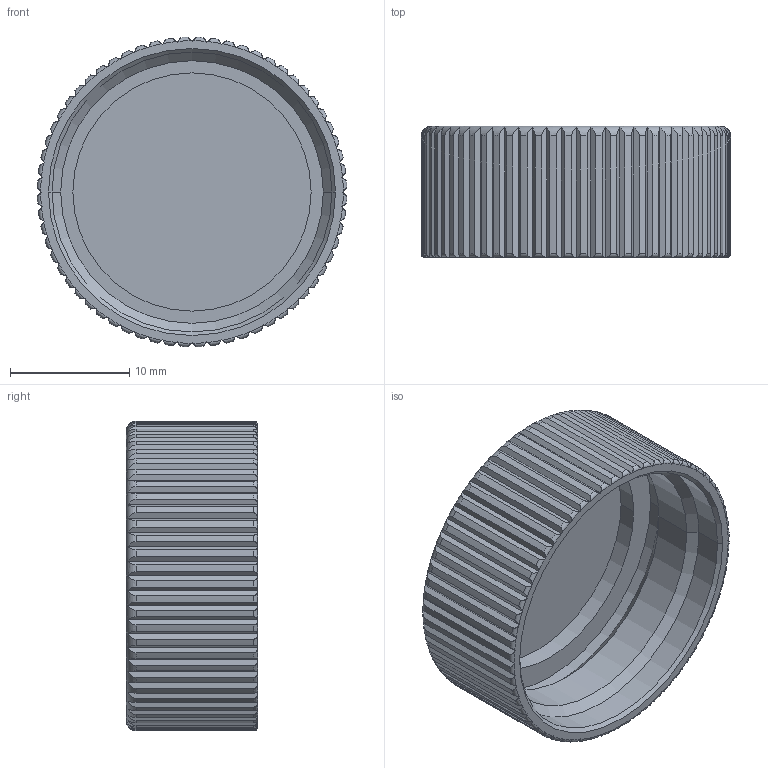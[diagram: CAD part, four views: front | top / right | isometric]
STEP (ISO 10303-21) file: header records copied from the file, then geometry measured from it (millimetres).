
FILE_DESCRIPTION((''),'2;1');
FILE_NAME('20-1','2017-08-05T',('ch.chen'),(''),'PRO/ENGINEER BY PARAMETRIC TECHNOLOGY CORPORATION, 2012480','PRO/ENGINEER BY PARAMETRIC TECHNOLOGY CORPORATION, 2012480','');
FILE_SCHEMA(('AUTOMOTIVE_DESIGN { 1 0 10303 214 1 1 1 1 }'));
Length unit declared in the file: millimetre
Products named in the file (1): 20-1
Bounding box: 25.99 x 11 x 25.99 mm (x, y, z)
Volume: 1770.7 mm3; surface area: 2874.1 mm2
Topology: 1 solids, 1 shells, 276 faces, 804 edges, 532 vertices
Faces by surface type: plane 132, cylinder 72, torus 66, cone 6
Entity records: 10549 total; most frequent: CARTESIAN_POINT 3481, ORIENTED_EDGE 1608, DIRECTION 1314, EDGE_CURVE 804, VERTEX_POINT 532, AXIS2_PLACEMENT_3D 490, VECTOR 334, LINE 334
